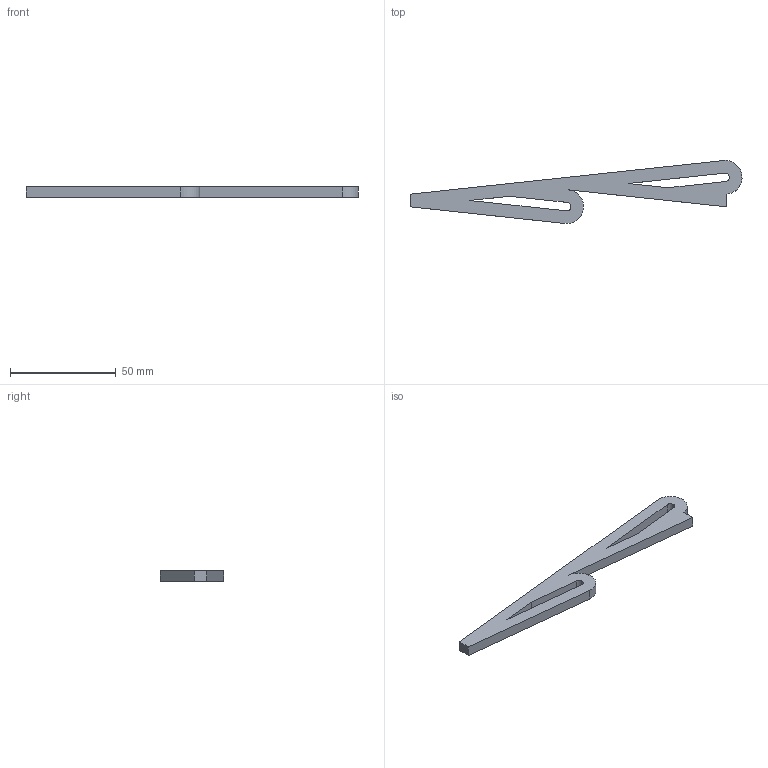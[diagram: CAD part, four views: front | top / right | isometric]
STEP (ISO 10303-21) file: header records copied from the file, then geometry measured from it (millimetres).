
FILE_DESCRIPTION(('SimFlow Model'),'2;1');
FILE_NAME('tesla_valve.step', '2016-09-27T15:56:28',('Author'),(''), 'Open CASCADE STEP processor 6.8','SimFlow','Unknown');
FILE_SCHEMA(('AUTOMOTIVE_DESIGN_CC2 { 1 2 10303 214 -1 1 5 4 }'));
Length unit declared in the file: millimetre
Products named in the file (1): Pad
Bounding box: 157.13 x 29.83 x 5 mm (x, y, z)
Volume: 9871.8 mm3; surface area: 6736.8 mm2
Topology: 1 solids, 1 shells, 17 faces, 45 edges, 30 vertices
Faces by surface type: plane 13, cylinder 4
Entity records: 1141 total; most frequent: CARTESIAN_POINT 183, DIRECTION 179, LINE 119, VECTOR 119, ORIENTED_EDGE 90, PCURVE 90, DEFINITIONAL_REPRESENTATION 90, EDGE_CURVE 45
